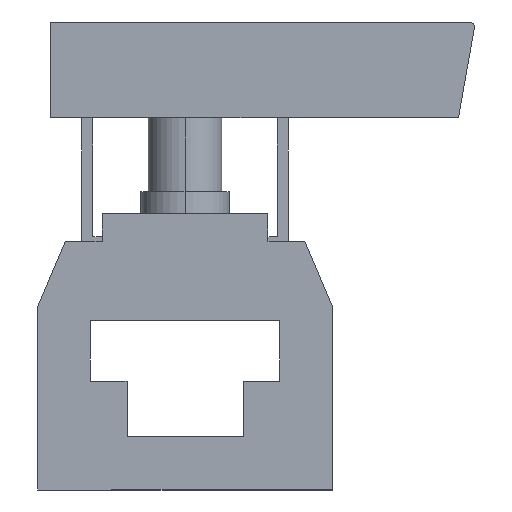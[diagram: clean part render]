
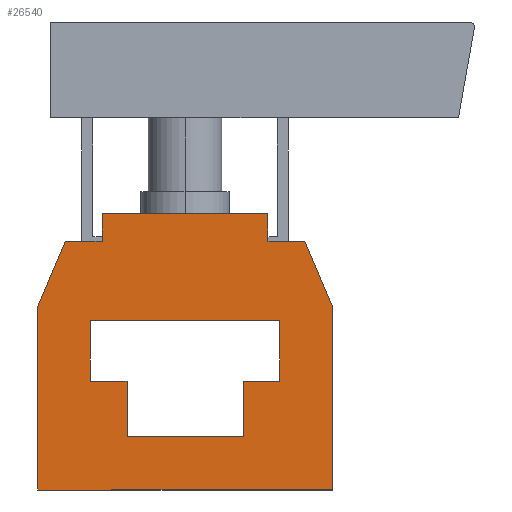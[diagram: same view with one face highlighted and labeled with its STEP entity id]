
A CAD part, left-side view. The second image highlights one B-rep face of the part: STEP entity #26540.
In plain terms, the highlighted planar face has unit normal (-1, 0, 0).
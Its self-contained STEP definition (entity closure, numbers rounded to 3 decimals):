
#15720=CARTESIAN_POINT('',(-7.,20.5,12.5));
#15730=VERTEX_POINT('',#15720);
#15760=CARTESIAN_POINT('',(-7.,20.5,0.));
#15770=DIRECTION('',(0.,0.,-1.));
#15780=VECTOR('',#15770,1.);
#15790=LINE('',#15760,#15780);
#15800=CARTESIAN_POINT('',(-7.,20.5,3.5));
#15810=VERTEX_POINT('',#15800);
#15820=EDGE_CURVE('',#15730,#15810,#15790,.T.);
#16470=CARTESIAN_POINT('',(-7.,19.,12.5));
#16480=VERTEX_POINT('',#16470);
#16510=CARTESIAN_POINT('',(-7.,0.,12.5));
#16520=DIRECTION('',(0.,-1.,0.));
#16530=VECTOR('',#16520,1.);
#16540=LINE('',#16510,#16530);
#16550=EDGE_CURVE('',#15730,#16480,#16540,.T.);
#17610=CARTESIAN_POINT('',(-7.,0.,3.5));
#17620=DIRECTION('',(0.,1.,0.));
#17630=VECTOR('',#17620,1.);
#17640=LINE('',#17610,#17630);
#17650=CARTESIAN_POINT('',(-7.,19.,3.5));
#17660=VERTEX_POINT('',#17650);
#17670=EDGE_CURVE('',#17660,#15810,#17640,.T.);
#25050=CARTESIAN_POINT('',(-7.,14.7,2.85));
#25060=VERTEX_POINT('',#25050);
#25090=CARTESIAN_POINT('',(-7.,14.7,0.));
#25100=DIRECTION('',(0.,0.,-1.));
#25110=VECTOR('',#25100,1.);
#25120=LINE('',#25090,#25110);
#25130=CARTESIAN_POINT('',(-7.,14.7,13.15));
#25140=VERTEX_POINT('',#25130);
#25150=EDGE_CURVE('',#25140,#25060,#25120,.T.);
#25330=CARTESIAN_POINT('',(-7.,5.5,0.));
#25340=DIRECTION('',(-1.,0.,0.));
#25350=DIRECTION('',(0.,1.,0.));
#25360=AXIS2_PLACEMENT_3D('',#25330,#25340,#25350);
#25370=PLANE('',#25360);
#25380=CARTESIAN_POINT('',(-7.,0.,4.85));
#25390=DIRECTION('',(0.,-1.,0.));
#25400=VECTOR('',#25390,1.);
#25410=LINE('',#25380,#25400);
#25420=CARTESIAN_POINT('',(-7.,11.4,4.85));
#25430=VERTEX_POINT('',#25420);
#25440=CARTESIAN_POINT('',(-7.,8.4,4.85));
#25450=VERTEX_POINT('',#25440);
#25460=EDGE_CURVE('',#25430,#25450,#25410,.T.);
#25470=ORIENTED_EDGE('',*,*,#25460,.F.);
#25480=CARTESIAN_POINT('',(-7.,8.4,0.));
#25490=DIRECTION('',(0.,0.,1.));
#25500=VECTOR('',#25490,1.);
#25510=LINE('',#25480,#25500);
#25520=CARTESIAN_POINT('',(-7.,8.4,11.15));
#25530=VERTEX_POINT('',#25520);
#25540=EDGE_CURVE('',#25450,#25530,#25510,.T.);
#25550=ORIENTED_EDGE('',*,*,#25540,.F.);
#25560=CARTESIAN_POINT('',(-7.,0.,11.15));
#25570=DIRECTION('',(0.,1.,0.));
#25580=VECTOR('',#25570,1.);
#25590=LINE('',#25560,#25580);
#25600=CARTESIAN_POINT('',(-7.,11.4,11.15));
#25610=VERTEX_POINT('',#25600);
#25620=EDGE_CURVE('',#25530,#25610,#25590,.T.);
#25630=ORIENTED_EDGE('',*,*,#25620,.F.);
#25640=CARTESIAN_POINT('',(-7.,11.4,0.));
#25650=DIRECTION('',(0.,0.,1.));
#25660=VECTOR('',#25650,1.);
#25670=LINE('',#25640,#25660);
#25680=CARTESIAN_POINT('',(-7.,11.4,13.15));
#25690=VERTEX_POINT('',#25680);
#25700=EDGE_CURVE('',#25610,#25690,#25670,.T.);
#25710=ORIENTED_EDGE('',*,*,#25700,.F.);
#25720=CARTESIAN_POINT('',(-7.,5.5,13.15));
#25730=DIRECTION('',(0.,1.,0.));
#25740=VECTOR('',#25730,1.);
#25750=LINE('',#25720,#25740);
#25760=EDGE_CURVE('',#25690,#25140,#25750,.T.);
#25770=ORIENTED_EDGE('',*,*,#25760,.F.);
#25780=ORIENTED_EDGE('',*,*,#25150,.F.);
#25790=CARTESIAN_POINT('',(-7.,5.5,2.85));
#25800=DIRECTION('',(0.,-1.,0.));
#25810=VECTOR('',#25800,1.);
#25820=LINE('',#25790,#25810);
#25830=CARTESIAN_POINT('',(-7.,11.4,2.85));
#25840=VERTEX_POINT('',#25830);
#25850=EDGE_CURVE('',#25060,#25840,#25820,.T.);
#25860=ORIENTED_EDGE('',*,*,#25850,.F.);
#25870=CARTESIAN_POINT('',(-7.,11.4,0.));
#25880=DIRECTION('',(0.,0.,1.));
#25890=VECTOR('',#25880,1.);
#25900=LINE('',#25870,#25890);
#25910=EDGE_CURVE('',#25840,#25430,#25900,.T.);
#25920=ORIENTED_EDGE('',*,*,#25910,.F.);
#25930=EDGE_LOOP('',(#25920,#25860,#25780,#25770,#25710,#25630,#25550,
#25470));
#25940=FACE_BOUND('',#25930,.T.);
#25950=CARTESIAN_POINT('',(-7.,5.5,0.));
#25960=DIRECTION('',(0.,0.,1.));
#25970=VECTOR('',#25960,1.);
#25980=LINE('',#25950,#25970);
#25990=CARTESIAN_POINT('',(-7.,5.5,0.));
#26000=VERTEX_POINT('',#25990);
#26010=CARTESIAN_POINT('',(-7.,5.5,16.));
#26020=VERTEX_POINT('',#26010);
#26030=EDGE_CURVE('',#26000,#26020,#25980,.T.);
#26040=ORIENTED_EDGE('',*,*,#26030,.T.);
#26050=CARTESIAN_POINT('',(-7.,0.,0.));
#26060=DIRECTION('',(0.,1.,0.));
#26070=VECTOR('',#26060,1.);
#26080=LINE('',#26050,#26070);
#26090=CARTESIAN_POINT('',(-7.,15.466,0.));
#26100=VERTEX_POINT('',#26090);
#26110=EDGE_CURVE('',#26000,#26100,#26080,.T.);
#26120=ORIENTED_EDGE('',*,*,#26110,.F.);
#26130=CARTESIAN_POINT('',(-7.,5.5,-4.23));
#26140=DIRECTION('',(0.,0.921,0.391));
#26150=VECTOR('',#26140,1.);
#26160=LINE('',#26130,#26150);
#26170=CARTESIAN_POINT('',(-7.,19.,1.5));
#26180=VERTEX_POINT('',#26170);
#26190=EDGE_CURVE('',#26100,#26180,#26160,.T.);
#26200=ORIENTED_EDGE('',*,*,#26190,.F.);
#26210=CARTESIAN_POINT('',(-7.,19.,0.));
#26220=DIRECTION('',(0.,0.,1.));
#26230=VECTOR('',#26220,1.);
#26240=LINE('',#26210,#26230);
#26250=EDGE_CURVE('',#26180,#17660,#26240,.T.);
#26260=ORIENTED_EDGE('',*,*,#26250,.F.);
#26270=ORIENTED_EDGE('',*,*,#17670,.F.);
#26280=ORIENTED_EDGE('',*,*,#15820,.T.);
#26290=ORIENTED_EDGE('',*,*,#16550,.F.);
#26300=CARTESIAN_POINT('',(-7.,19.,0.));
#26310=DIRECTION('',(0.,0.,1.));
#26320=VECTOR('',#26310,1.);
#26330=LINE('',#26300,#26320);
#26340=CARTESIAN_POINT('',(-7.,19.,14.5));
#26350=VERTEX_POINT('',#26340);
#26360=EDGE_CURVE('',#16480,#26350,#26330,.T.);
#26370=ORIENTED_EDGE('',*,*,#26360,.F.);
#26380=CARTESIAN_POINT('',(-7.,5.5,20.23));
#26390=DIRECTION('',(0.,-0.921,0.391));
#26400=VECTOR('',#26390,1.);
#26410=LINE('',#26380,#26400);
#26420=CARTESIAN_POINT('',(-7.,15.466,16.));
#26430=VERTEX_POINT('',#26420);
#26440=EDGE_CURVE('',#26350,#26430,#26410,.T.);
#26450=ORIENTED_EDGE('',*,*,#26440,.F.);
#26460=CARTESIAN_POINT('',(-7.,0.,16.));
#26470=DIRECTION('',(0.,-1.,0.));
#26480=VECTOR('',#26470,1.);
#26490=LINE('',#26460,#26480);
#26500=EDGE_CURVE('',#26430,#26020,#26490,.T.);
#26510=ORIENTED_EDGE('',*,*,#26500,.F.);
#26520=EDGE_LOOP('',(#26510,#26450,#26370,#26290,#26280,#26270,#26260,
#26200,#26120,#26040));
#26530=FACE_OUTER_BOUND('',#26520,.T.);
#26540=ADVANCED_FACE('',(#25940,#26530),#25370,.T.);
